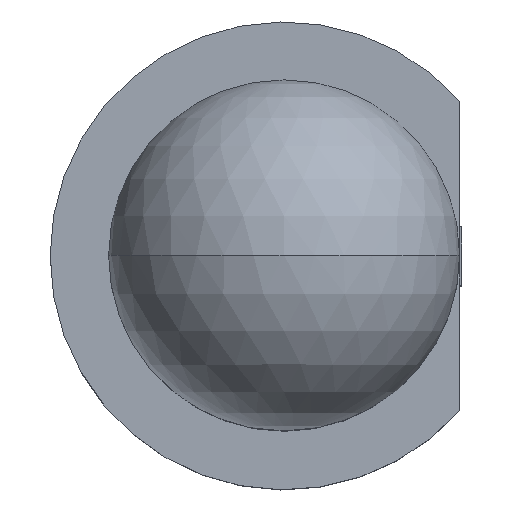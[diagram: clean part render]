
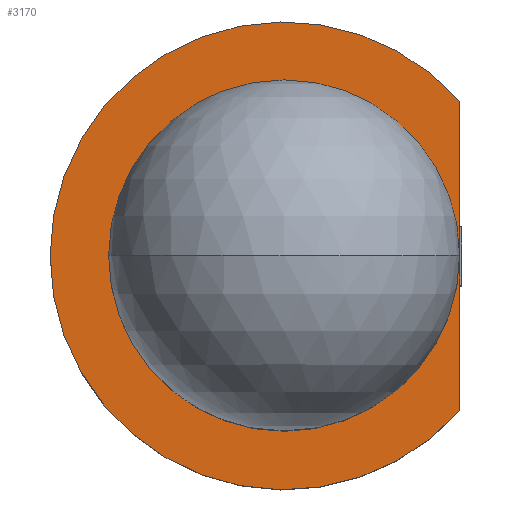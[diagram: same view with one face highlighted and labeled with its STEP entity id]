
A CAD part, top view. The second image highlights one B-rep face of the part: STEP entity #3170.
In plain terms, the highlighted planar face has unit normal (0, 0, 1).
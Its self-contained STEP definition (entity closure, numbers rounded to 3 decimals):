
#13 = ORIENTED_EDGE ( 'NONE', *, *, #1929, .T. ) ;
#25 = ORIENTED_EDGE ( 'NONE', *, *, #383, .F. ) ;
#53 = AXIS2_PLACEMENT_3D ( 'NONE', #1211, #1937, #2988 ) ;
#299 = PLANE ( 'NONE',  #1901 ) ;
#383 = EDGE_CURVE ( 'NONE', #1704, #2430, #1695, .T. ) ;
#415 = VECTOR ( 'NONE', #1962, 1000. ) ;
#447 = DIRECTION ( 'NONE',  ( -1., 0., 0. ) ) ;
#459 = ORIENTED_EDGE ( 'NONE', *, *, #1213, .T. ) ;
#518 = DIRECTION ( 'NONE',  ( 0., 0., -1. ) ) ;
#607 = CARTESIAN_POINT ( 'NONE',  ( 1.5, 0., 0. ) ) ;
#639 = AXIS2_PLACEMENT_3D ( 'NONE', #1765, #2554, #447 ) ;
#685 = AXIS2_PLACEMENT_3D ( 'NONE', #1835, #518, #2322 ) ;
#915 = CIRCLE ( 'NONE', #2358, 2. ) ;
#980 = VERTEX_POINT ( 'NONE', #2136 ) ;
#1176 = CIRCLE ( 'NONE', #53, 1.5 ) ;
#1210 = CARTESIAN_POINT ( 'NONE',  ( 1.5, 0., 0. ) ) ;
#1211 = CARTESIAN_POINT ( 'NONE',  ( 0., 0., 0. ) ) ;
#1213 = EDGE_CURVE ( 'NONE', #1865, #2430, #2435, .T. ) ;
#1695 = LINE ( 'NONE', #1210, #3130 ) ;
#1704 = VERTEX_POINT ( 'NONE', #3282 ) ;
#1709 = DIRECTION ( 'NONE',  ( 0., -1., 0. ) ) ;
#1737 = ORIENTED_EDGE ( 'NONE', *, *, #2899, .T. ) ;
#1765 = CARTESIAN_POINT ( 'NONE',  ( 0., 0., 0. ) ) ;
#1835 = CARTESIAN_POINT ( 'NONE',  ( 0., 0., 0. ) ) ;
#1865 = VERTEX_POINT ( 'NONE', #2518 ) ;
#1881 = FACE_OUTER_BOUND ( 'NONE', #3418, .T. ) ;
#1901 = AXIS2_PLACEMENT_3D ( 'NONE', #1918, #2208, #2997 ) ;
#1918 = CARTESIAN_POINT ( 'NONE',  ( 0., 0., 0. ) ) ;
#1929 = EDGE_CURVE ( 'NONE', #2806, #2430, #3244, .T. ) ;
#1937 = DIRECTION ( 'NONE',  ( 0., 0., -1. ) ) ;
#1962 = DIRECTION ( 'NONE',  ( 0., 1., 0. ) ) ;
#1995 = EDGE_CURVE ( 'NONE', #1865, #980, #915, .T. ) ;
#2136 = CARTESIAN_POINT ( 'NONE',  ( -2., 0., 0. ) ) ;
#2144 = DIRECTION ( 'NONE',  ( -1., 0., 0. ) ) ;
#2208 = DIRECTION ( 'NONE',  ( 0., 0., -1. ) ) ;
#2228 = CARTESIAN_POINT ( 'NONE',  ( 1.5, 0., 0. ) ) ;
#2235 = CIRCLE ( 'NONE', #685, 2. ) ;
#2322 = DIRECTION ( 'NONE',  ( -1., 0., 0. ) ) ;
#2358 = AXIS2_PLACEMENT_3D ( 'NONE', #2386, #3158, #2144 ) ;
#2386 = CARTESIAN_POINT ( 'NONE',  ( 0., 0., 0. ) ) ;
#2422 = ORIENTED_EDGE ( 'NONE', *, *, #1995, .F. ) ;
#2430 = VERTEX_POINT ( 'NONE', #2228 ) ;
#2435 = LINE ( 'NONE', #607, #415 ) ;
#2518 = CARTESIAN_POINT ( 'NONE',  ( 1.5, -1.323, 0. ) ) ;
#2554 = DIRECTION ( 'NONE',  ( 0., 0., -1. ) ) ;
#2801 = CARTESIAN_POINT ( 'NONE',  ( -1.5, 0., 0. ) ) ;
#2806 = VERTEX_POINT ( 'NONE', #2801 ) ;
#2899 = EDGE_CURVE ( 'NONE', #2430, #2806, #1176, .T. ) ;
#2988 = DIRECTION ( 'NONE',  ( -1., 0., 0. ) ) ;
#2997 = DIRECTION ( 'NONE',  ( -1., 0., 0. ) ) ;
#3096 = ORIENTED_EDGE ( 'NONE', *, *, #3379, .F. ) ;
#3130 = VECTOR ( 'NONE', #1709, 1000. ) ;
#3158 = DIRECTION ( 'NONE',  ( 0., 0., -1. ) ) ;
#3170 = ADVANCED_FACE ( 'NONE', ( #1881 ), #299, .F. ) ;
#3244 = CIRCLE ( 'NONE', #639, 1.5 ) ;
#3282 = CARTESIAN_POINT ( 'NONE',  ( 1.5, 1.323, 0. ) ) ;
#3379 = EDGE_CURVE ( 'NONE', #980, #1704, #2235, .T. ) ;
#3418 = EDGE_LOOP ( 'NONE', ( #2422, #459, #1737, #13, #25, #3096 ) ) ;
